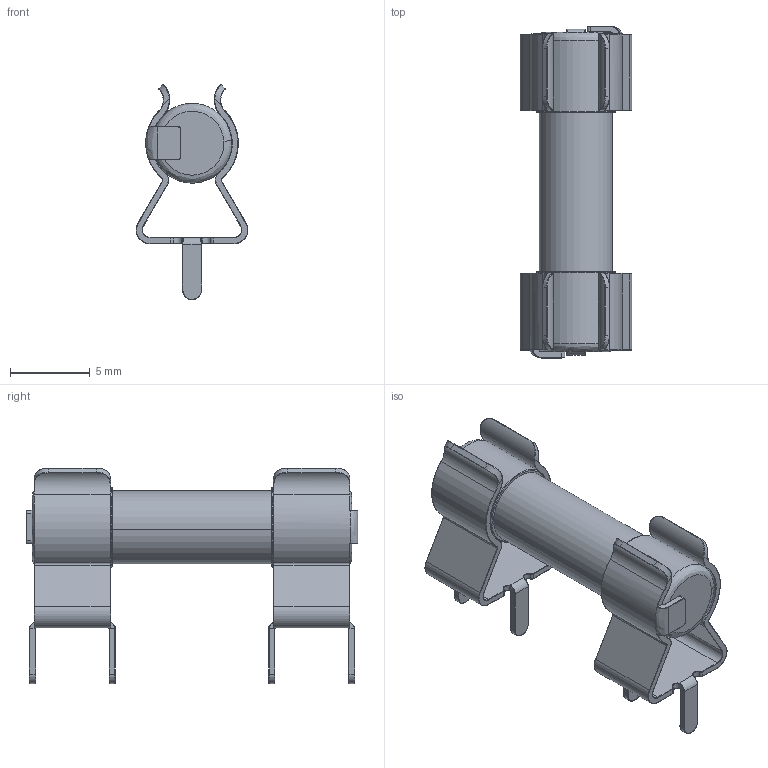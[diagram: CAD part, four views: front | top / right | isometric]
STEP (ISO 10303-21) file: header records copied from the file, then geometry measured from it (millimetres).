
FILE_DESCRIPTION (( 'STEP AP214' ), '1' );
FILE_NAME ('User Library-Clips FH-100 with fuse 5x20.STEP', '2017-08-16T22:25:15', ( 'Windows User' ), ( '' ), 'SwSTEP 2.0', 'SolidWorks 2017', '' );
FILE_SCHEMA (( 'AUTOMOTIVE_DESIGN' ));
Length unit declared in the file: millimetre
Products named in the file (3): User Library-Clips FH-100 with fuse 5x20; User Library-Clips FH-100 with fuse 5x20_5x20; User Library-Clips FH-100 with fuse 5x20_FH-100
Assembly tree (3 placements, depth 2):
  User Library-Clips FH-100 with fuse 5x20
    User Library-Clips FH-100 with fuse 5x20_FH-100  x2
    User Library-Clips FH-100 with fuse 5x20_5x20
Bounding box: 7 x 20.8 x 13.49 mm (x, y, z)
Volume: 476.1 mm3; surface area: 977.8 mm2
Topology: 3 solids, 3 shells, 504 faces, 1208 edges, 716 vertices
Faces by surface type: bspline 244, cylinder 142, plane 118
Entity records: 13205 total; most frequent: CARTESIAN_POINT 5043, ORIENTED_EDGE 1242, DIRECTION 846, EDGE_CURVE 621, VERTEX_POINT 368, AXIS2_PLACEMENT_3D 297, UNCERTAINTY_MEASURE_WITH_UNIT 268, MECHANICAL_DESIGN_GEOMETRIC_PRESENTATION_REPRESENTATION 265
